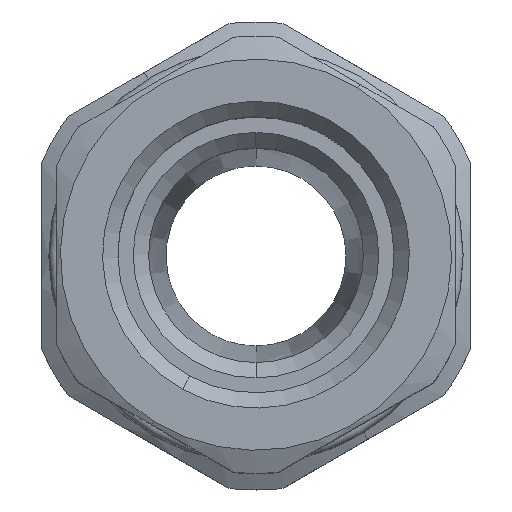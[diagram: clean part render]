
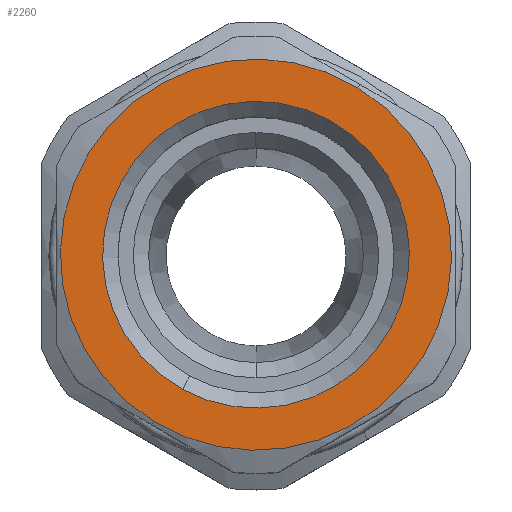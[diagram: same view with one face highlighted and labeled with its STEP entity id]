
A CAD part, top view. The second image highlights one B-rep face of the part: STEP entity #2260.
In plain terms, the highlighted planar face has unit normal (0, 0, 1).
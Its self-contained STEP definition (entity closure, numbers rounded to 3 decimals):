
#1645=AXIS2_PLACEMENT_3D('Circle Axis2P3D',#1643,#1644,$) ;
#1737=AXIS2_PLACEMENT_3D('Circle Axis2P3D',#1735,#1736,$) ;
#2236=AXIS2_PLACEMENT_3D('Plane Axis2P3D',#2233,#2234,#2235) ;
#2244=AXIS2_PLACEMENT_3D('Circle Axis2P3D',#2242,#2243,$) ;
#2253=AXIS2_PLACEMENT_3D('Circle Axis2P3D',#2251,#2252,$) ;
#1640=CARTESIAN_POINT('Vertex',(20.634,26.138,68.75)) ;
#1643=CARTESIAN_POINT('Axis2P3D Location',(14.,15.25,68.75)) ;
#1647=CARTESIAN_POINT('Vertex',(7.366,4.362,68.75)) ;
#1735=CARTESIAN_POINT('Axis2P3D Location',(14.,15.25,68.75)) ;
#2233=CARTESIAN_POINT('Axis2P3D Location',(14.,15.25,68.75)) ;
#2242=CARTESIAN_POINT('Axis2P3D Location',(14.,15.25,68.75)) ;
#2246=CARTESIAN_POINT('Vertex',(9.206,6.474,68.75)) ;
#2248=CARTESIAN_POINT('Vertex',(18.794,24.026,68.75)) ;
#2251=CARTESIAN_POINT('Axis2P3D Location',(14.,15.25,68.75)) ;
#1644=DIRECTION('Axis2P3D Direction',(0.,0.,-1.)) ;
#1736=DIRECTION('Axis2P3D Direction',(0.,0.,-1.)) ;
#2234=DIRECTION('Axis2P3D Direction',(0.,0.,-1.)) ;
#2235=DIRECTION('Axis2P3D XDirection',(0.,1.,0.)) ;
#2243=DIRECTION('Axis2P3D Direction',(0.,0.,-1.)) ;
#2252=DIRECTION('Axis2P3D Direction',(0.,0.,-1.)) ;
#2239=ORIENTED_EDGE('',*,*,#1739,.T.) ;
#2240=ORIENTED_EDGE('',*,*,#1649,.T.) ;
#2257=ORIENTED_EDGE('',*,*,#2250,.T.) ;
#2258=ORIENTED_EDGE('',*,*,#2255,.T.) ;
#2259=FACE_BOUND('',#2256,.T.) ;
#2260=ADVANCED_FACE('Part1.1\\Koerper.2',(#2241,#2259),#2237,.F.) ;
#1646=CIRCLE('generated circle',#1645,12.75) ;
#1738=CIRCLE('generated circle',#1737,12.75) ;
#2245=CIRCLE('generated circle',#2244,10.) ;
#2254=CIRCLE('generated circle',#2253,10.) ;
#1649=EDGE_CURVE('',#1648,#1641,#1646,.F.) ;
#1739=EDGE_CURVE('',#1641,#1648,#1738,.F.) ;
#2250=EDGE_CURVE('',#2247,#2249,#2245,.T.) ;
#2255=EDGE_CURVE('',#2249,#2247,#2254,.T.) ;
#2238=EDGE_LOOP('',(#2239,#2240)) ;
#2256=EDGE_LOOP('',(#2257,#2258)) ;
#2241=FACE_OUTER_BOUND('',#2238,.T.) ;
#2237=PLANE('',#2236) ;
#1641=VERTEX_POINT('',#1640) ;
#1648=VERTEX_POINT('',#1647) ;
#2247=VERTEX_POINT('',#2246) ;
#2249=VERTEX_POINT('',#2248) ;
